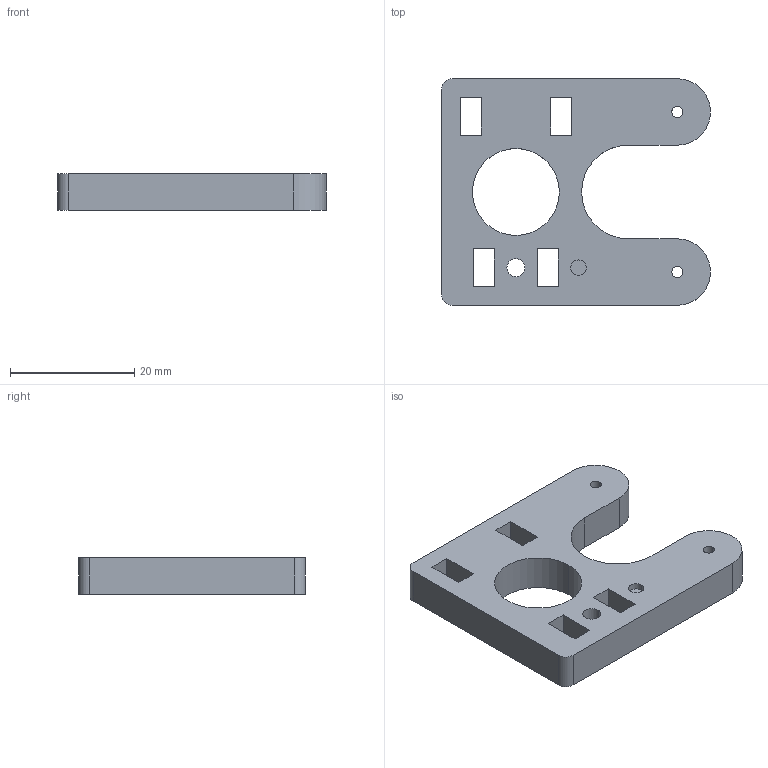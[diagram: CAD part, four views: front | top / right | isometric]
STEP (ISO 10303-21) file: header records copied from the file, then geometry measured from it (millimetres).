
FILE_DESCRIPTION (( 'STEP AP203' ), '1' );
FILE_NAME ('Hip_horn_side.STEP', '2019-05-07T03:57:47', ( '' ), ( '' ), 'SwSTEP 2.0', 'SolidWorks 2017', '' );
FILE_SCHEMA (( 'CONFIG_CONTROL_DESIGN' ));
Length unit declared in the file: millimetre
Products named in the file (1): Hip_horn_side
Bounding box: 43.33 x 36.5 x 5.85 mm (x, y, z)
Volume: 5951.9 mm3; surface area: 3942.2 mm2
Topology: 1 solids, 1 shells, 40 faces, 111 edges, 74 vertices
Faces by surface type: plane 24, cylinder 16
Entity records: 1396 total; most frequent: CARTESIAN_POINT 226, DIRECTION 225, ORIENTED_EDGE 222, EDGE_CURVE 111, LINE 79, VECTOR 79, VERTEX_POINT 74, AXIS2_PLACEMENT_3D 73
